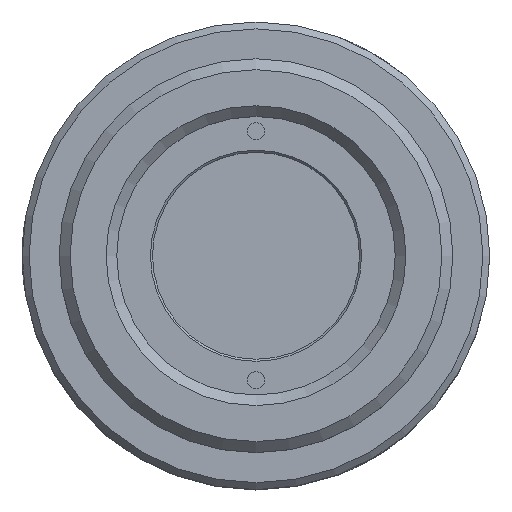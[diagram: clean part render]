
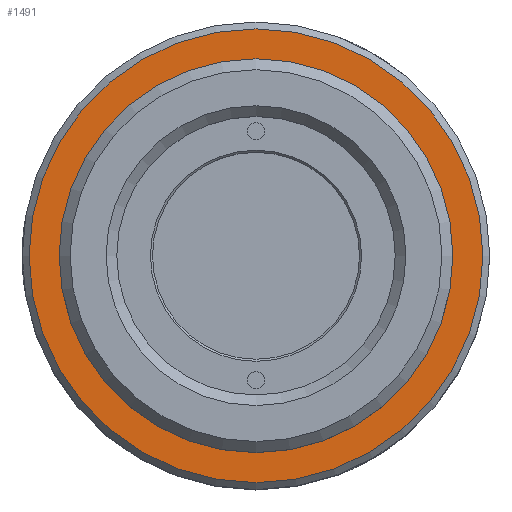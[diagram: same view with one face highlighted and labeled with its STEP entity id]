
A CAD part, top view. The second image highlights one B-rep face of the part: STEP entity #1491.
In plain terms, the highlighted planar face has unit normal (0, 0, 1).
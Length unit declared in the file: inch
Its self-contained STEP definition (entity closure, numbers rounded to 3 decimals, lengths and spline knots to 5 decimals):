
#1460=CARTESIAN_POINT('',(-0.675,0.,0.937));
#1461=VERTEX_POINT('',#1460);
#1462=CARTESIAN_POINT('',(0.0,0.,0.937));
#1463=DIRECTION('',(0.0,0.0,1.0));
#1464=DIRECTION('',(-1.0,0.0,0.0));
#1465=AXIS2_PLACEMENT_3D('',#1462,#1463,#1464);
#1466=CIRCLE('',#1465,0.675);
#1467=EDGE_CURVE('',#1461,#1461,#1466,.T.);
#1472=CARTESIAN_POINT('',(-0.75,0.,0.937));
#1473=DIRECTION('',(0.0,0.0,1.0));
#1474=DIRECTION('',(0.0,1.0,0.0));
#1475=AXIS2_PLACEMENT_3D('',#1472,#1473,#1474);
#1476=PLANE('',#1475);
#1477=CARTESIAN_POINT('',(-0.825,0.,0.937));
#1478=VERTEX_POINT('',#1477);
#1479=CARTESIAN_POINT('',(0.0,0.,0.937));
#1480=DIRECTION('',(0.0,0.0,1.0));
#1481=DIRECTION('',(-1.0,0.0,0.0));
#1482=AXIS2_PLACEMENT_3D('',#1479,#1480,#1481);
#1483=CIRCLE('',#1482,0.825);
#1484=EDGE_CURVE('',#1478,#1478,#1483,.T.);
#1485=ORIENTED_EDGE('',*,*,#1484,.T.);
#1486=EDGE_LOOP('',(#1485));
#1487=FACE_OUTER_BOUND('',#1486,.T.);
#1488=ORIENTED_EDGE('',*,*,#1467,.F.);
#1489=EDGE_LOOP('',(#1488));
#1490=FACE_BOUND('',#1489,.T.);
#1491=ADVANCED_FACE('',(#1487,#1490),#1476,.T.);
